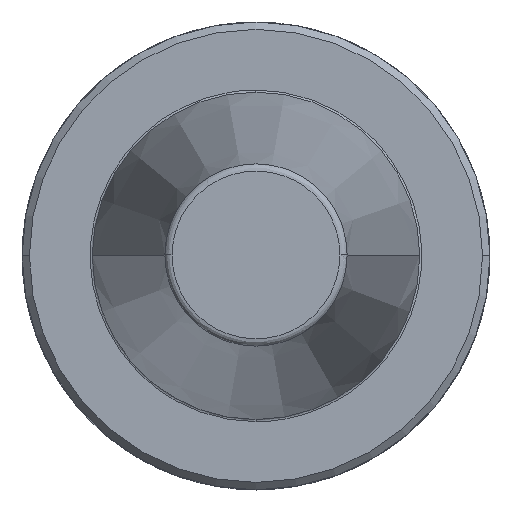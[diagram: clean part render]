
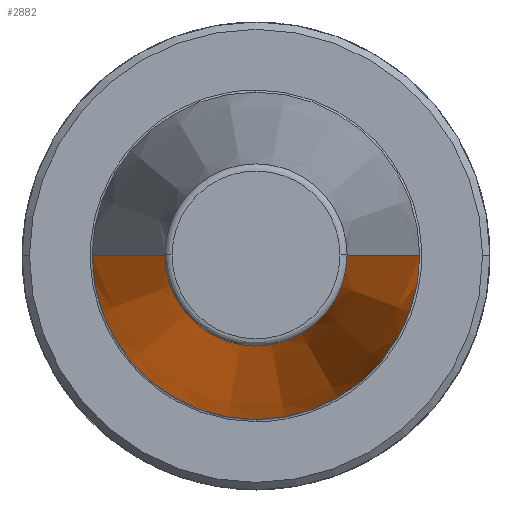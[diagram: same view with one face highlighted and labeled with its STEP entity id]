
A CAD part, top view. The second image highlights one B-rep face of the part: STEP entity #2882.
In plain terms, the highlighted conical face has half-angle 8.297 degrees and reference radius 22.225 mm.
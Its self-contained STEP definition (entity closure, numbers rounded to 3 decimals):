
#9 = DIRECTION ( 'NONE',  ( -0.144, 0., -0.99 ) ) ;
#32 = VERTEX_POINT ( 'NONE', #1513 ) ;
#35 = VERTEX_POINT ( 'NONE', #1269 ) ;
#470 = VERTEX_POINT ( 'NONE', #628 ) ;
#628 = CARTESIAN_POINT ( 'NONE',  ( 60.941, 86.061, 154.812 ) ) ;
#774 = VERTEX_POINT ( 'NONE', #2719 ) ;
#775 = ORIENTED_EDGE ( 'NONE', *, *, #1096, .T. ) ;
#845 = EDGE_LOOP ( 'NONE', ( #2404, #2311, #775, #2109 ) ) ;
#956 = CONICAL_SURFACE ( 'NONE', #1508, 22.225, 0.145 ) ;
#1029 = FACE_OUTER_BOUND ( 'NONE', #845, .T. ) ;
#1096 = EDGE_CURVE ( 'NONE', #470, #35, #1756, .T. ) ;
#1269 = CARTESIAN_POINT ( 'NONE',  ( 51.091, 86.061, 87.268 ) ) ;
#1314 = DIRECTION ( 'NONE',  ( 0., 0., -1. ) ) ;
#1369 = CARTESIAN_POINT ( 'NONE',  ( 95.541, 86.061, 87.268 ) ) ;
#1388 = EDGE_CURVE ( 'NONE', #32, #774, #2093, .T. ) ;
#1508 = AXIS2_PLACEMENT_3D ( 'NONE', #1945, #1909, #1900 ) ;
#1513 = CARTESIAN_POINT ( 'NONE',  ( 85.691, 86.061, 154.812 ) ) ;
#1741 = CARTESIAN_POINT ( 'NONE',  ( 73.316, 86.061, 87.268 ) ) ;
#1756 = LINE ( 'NONE', #2956, #1769 ) ;
#1769 = VECTOR ( 'NONE', #9, 1000. ) ;
#1900 = DIRECTION ( 'NONE',  ( -1., 0., 0. ) ) ;
#1909 = DIRECTION ( 'NONE',  ( 0., 0., -1. ) ) ;
#1915 = CIRCLE ( 'NONE', #2522, 22.225 ) ;
#1945 = CARTESIAN_POINT ( 'NONE',  ( 73.316, 86.061, 87.268 ) ) ;
#1946 = DIRECTION ( 'NONE',  ( 0.144, 0., -0.99 ) ) ;
#2093 = LINE ( 'NONE', #1369, #2579 ) ;
#2109 = ORIENTED_EDGE ( 'NONE', *, *, #2320, .F. ) ;
#2302 = CIRCLE ( 'NONE', #3003, 12.375 ) ;
#2311 = ORIENTED_EDGE ( 'NONE', *, *, #2447, .T. ) ;
#2320 = EDGE_CURVE ( 'NONE', #774, #35, #1915, .T. ) ;
#2358 = DIRECTION ( 'NONE',  ( 1., 0., 0. ) ) ;
#2404 = ORIENTED_EDGE ( 'NONE', *, *, #1388, .F. ) ;
#2447 = EDGE_CURVE ( 'NONE', #32, #470, #2302, .T. ) ;
#2522 = AXIS2_PLACEMENT_3D ( 'NONE', #1741, #1314, #2358 ) ;
#2579 = VECTOR ( 'NONE', #1946, 1000. ) ;
#2696 = DIRECTION ( 'NONE',  ( 0., 0., -1. ) ) ;
#2719 = CARTESIAN_POINT ( 'NONE',  ( 95.541, 86.061, 87.268 ) ) ;
#2882 = ADVANCED_FACE ( 'NONE', ( #1029 ), #956, .T. ) ;
#2956 = CARTESIAN_POINT ( 'NONE',  ( 51.091, 86.061, 87.268 ) ) ;
#2969 = DIRECTION ( 'NONE',  ( -1., 0., 0. ) ) ;
#3003 = AXIS2_PLACEMENT_3D ( 'NONE', #3013, #2696, #2969 ) ;
#3013 = CARTESIAN_POINT ( 'NONE',  ( 73.316, 86.061, 154.812 ) ) ;
